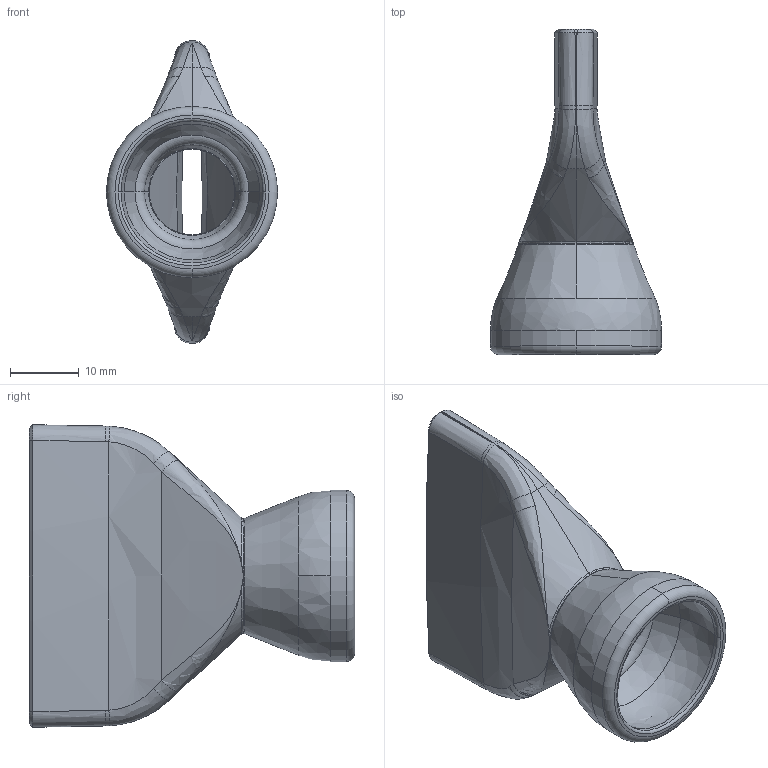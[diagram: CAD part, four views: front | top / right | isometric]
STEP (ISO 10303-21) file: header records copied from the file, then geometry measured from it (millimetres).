
FILE_DESCRIPTION (( 'STEP AP203' ), '1' );
FILE_NAME ('1 5-8 Inch Straight Flow Nozzle.STEP', '2005-02-05T00:03:26', ( 'mark lockwood' ), ( 'lockwood products inc.' ), 'SwSTEP 2.0', 'SolidWorks 2004146', '' );
FILE_SCHEMA (( 'CONFIG_CONTROL_DESIGN' ));
Length unit declared in the file: inch
Products named in the file (1): 1 5-8 Inch Straight Flow Nozzle
Bounding box: 24.85 x 47.21 x 43.91 mm (x, y, z)
Volume: 6143.4 mm3; surface area: 7476.3 mm2
Topology: 1 solids, 1 shells, 117 faces, 278 edges, 160 vertices
Faces by surface type: bspline 56, torus 25, cone 25, sphere 4, cylinder 4, plane 3
Entity records: 14364 total; most frequent: CARTESIAN_POINT 12008, ORIENTED_EDGE 542, DIRECTION 381, EDGE_CURVE 271, AXIS2_PLACEMENT_3D 184, VERTEX_POINT 157, B_SPLINE_CURVE_WITH_KNOTS 128, CIRCLE 122
